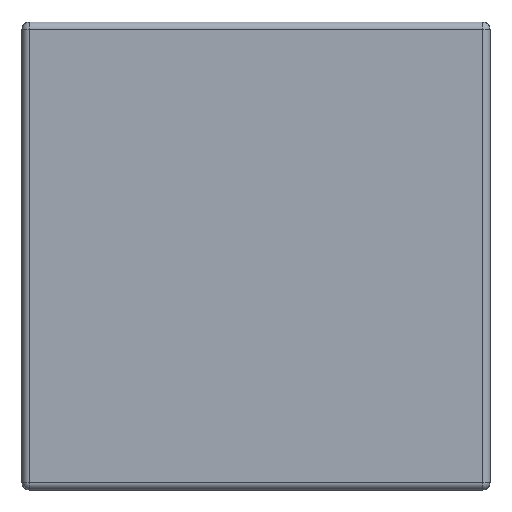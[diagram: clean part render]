
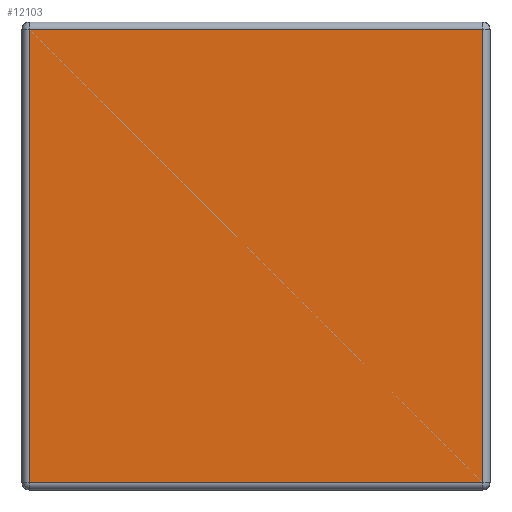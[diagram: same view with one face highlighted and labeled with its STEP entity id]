
A CAD part, left-side view. The second image highlights one B-rep face of the part: STEP entity #12103.
In plain terms, the highlighted planar face has unit normal (-1, 0, 0).
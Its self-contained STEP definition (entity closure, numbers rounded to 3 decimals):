
#3570=DIRECTION('',(0.,0.,-1.));
#3571=VECTOR('',#3570,2.42);
#3572=CARTESIAN_POINT('',(-1.6,0.04,1.21));
#3573=LINE('',#3572,#3571);
#3577=DIRECTION('',(0.,1.,0.));
#3578=VECTOR('',#3577,2.42);
#3579=CARTESIAN_POINT('',(-1.6,0.04,-1.21));
#3580=LINE('',#3579,#3578);
#3584=DIRECTION('',(0.,0.,1.));
#3585=VECTOR('',#3584,2.42);
#3586=CARTESIAN_POINT('',(-1.6,2.46,-1.21));
#3587=LINE('',#3586,#3585);
#3591=DIRECTION('',(0.,-1.,0.));
#3592=VECTOR('',#3591,2.42);
#3593=CARTESIAN_POINT('',(-1.6,2.46,1.21));
#3594=LINE('',#3593,#3592);
#5642=CARTESIAN_POINT('',(-1.6,0.04,1.21));
#5643=CARTESIAN_POINT('',(-1.6,0.04,-1.21));
#5644=VERTEX_POINT('',#5642);
#5645=VERTEX_POINT('',#5643);
#5650=CARTESIAN_POINT('',(-1.6,2.46,-1.21));
#5651=VERTEX_POINT('',#5650);
#5656=CARTESIAN_POINT('',(-1.6,2.46,1.21));
#5657=VERTEX_POINT('',#5656);
#12091=CARTESIAN_POINT('',(-1.6,0.,-1.25));
#12092=DIRECTION('',(-1.,0.,0.));
#12093=DIRECTION('',(0.,0.,1.));
#12094=AXIS2_PLACEMENT_3D('',#12091,#12092,#12093);
#12095=PLANE('',#12094);
#12097=ORIENTED_EDGE('',*,*,#12096,.T.);
#12098=ORIENTED_EDGE('',*,*,#11010,.T.);
#12099=ORIENTED_EDGE('',*,*,#12073,.T.);
#12100=ORIENTED_EDGE('',*,*,#9746,.T.);
#12101=EDGE_LOOP('',(#12097,#12098,#12099,#12100));
#12102=FACE_OUTER_BOUND('',#12101,.F.);
#12103=ADVANCED_FACE('',(#12102),#12095,.T.);
#9746=EDGE_CURVE('',#5657,#5644,#3594,.T.);
#11010=EDGE_CURVE('',#5645,#5651,#3580,.T.);
#12073=EDGE_CURVE('',#5651,#5657,#3587,.T.);
#12096=EDGE_CURVE('',#5644,#5645,#3573,.T.);
